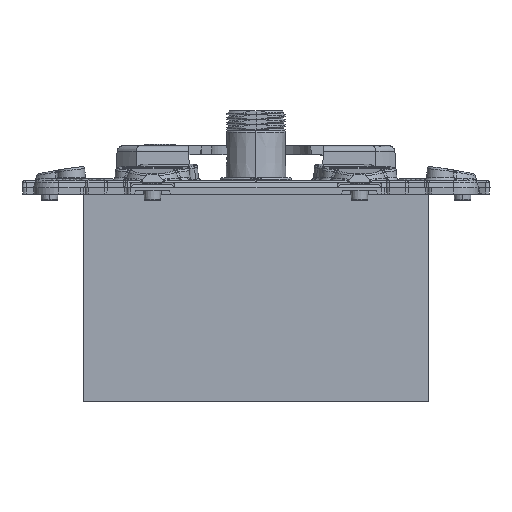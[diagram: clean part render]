
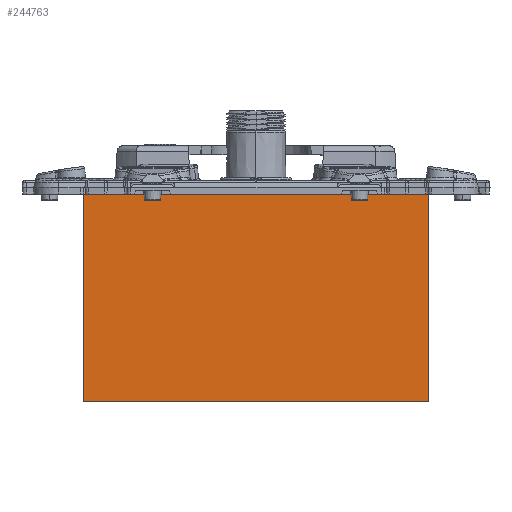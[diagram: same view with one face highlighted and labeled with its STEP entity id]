
A CAD part, left-side view. The second image highlights one B-rep face of the part: STEP entity #244763.
In plain terms, the highlighted planar face has unit normal (-1, 0, 0).
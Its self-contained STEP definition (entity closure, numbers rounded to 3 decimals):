
#244736=AXIS2_PLACEMENT_3D('Plane Axis2P3D',#244733,#244734,#244735) ;
#9926=CARTESIAN_POINT('Vertex',(-27.5,9.38,-20.285)) ;
#9933=CARTESIAN_POINT('Vertex',(-27.5,4.117,-20.285)) ;
#11903=CARTESIAN_POINT('Line Origine',(-27.5,-11.692,-20.285)) ;
#11907=CARTESIAN_POINT('Vertex',(-27.5,-27.5,-20.285)) ;
#11943=CARTESIAN_POINT('Vertex',(-27.5,27.5,-20.285)) ;
#11946=CARTESIAN_POINT('Line Origine',(-27.5,18.44,-20.285)) ;
#244706=CARTESIAN_POINT('Vertex',(-27.5,27.5,-53.285)) ;
#244709=CARTESIAN_POINT('Line Origine',(-27.5,27.5,-36.785)) ;
#244733=CARTESIAN_POINT('Axis2P3D Location',(-27.5,-27.5,-20.285)) ;
#244738=CARTESIAN_POINT('Line Origine',(-27.5,0.,-53.285)) ;
#244742=CARTESIAN_POINT('Vertex',(-27.5,-27.5,-53.285)) ;
#244745=CARTESIAN_POINT('Line Origine',(-27.5,-27.5,-36.785)) ;
#244750=CARTESIAN_POINT('Line Origine',(-27.5,6.749,-20.285)) ;
#11904=DIRECTION('Vector Direction',(0.,1.,0.)) ;
#11947=DIRECTION('Vector Direction',(0.,1.,0.)) ;
#244710=DIRECTION('Vector Direction',(0.,0.,-1.)) ;
#244734=DIRECTION('Axis2P3D Direction',(-1.,0.,0.)) ;
#244735=DIRECTION('Axis2P3D XDirection',(0.,1.,0.)) ;
#244739=DIRECTION('Vector Direction',(0.,1.,0.)) ;
#244746=DIRECTION('Vector Direction',(0.,0.,-1.)) ;
#244751=DIRECTION('Vector Direction',(0.,1.,0.)) ;
#11905=VECTOR('Line Direction',#11904,1.) ;
#11948=VECTOR('Line Direction',#11947,1.) ;
#244711=VECTOR('Line Direction',#244710,1.) ;
#244740=VECTOR('Line Direction',#244739,1.) ;
#244747=VECTOR('Line Direction',#244746,1.) ;
#244752=VECTOR('Line Direction',#244751,1.) ;
#244756=ORIENTED_EDGE('',*,*,#244744,.T.) ;
#244757=ORIENTED_EDGE('',*,*,#244749,.F.) ;
#244758=ORIENTED_EDGE('',*,*,#11909,.F.) ;
#244759=ORIENTED_EDGE('',*,*,#244754,.F.) ;
#244760=ORIENTED_EDGE('',*,*,#11950,.F.) ;
#244761=ORIENTED_EDGE('',*,*,#244713,.T.) ;
#244763=ADVANCED_FACE('PartBody',(#244762),#244737,.T.) ;
#11909=EDGE_CURVE('',#9934,#11908,#11906,.F.) ;
#11950=EDGE_CURVE('',#11944,#9927,#11949,.F.) ;
#244713=EDGE_CURVE('',#11944,#244707,#244712,.T.) ;
#244744=EDGE_CURVE('',#244707,#244743,#244741,.F.) ;
#244749=EDGE_CURVE('',#11908,#244743,#244748,.T.) ;
#244754=EDGE_CURVE('',#9927,#9934,#244753,.F.) ;
#244755=EDGE_LOOP('',(#244756,#244757,#244758,#244759,#244760,#244761)) ;
#244762=FACE_OUTER_BOUND('',#244755,.T.) ;
#11906=LINE('Line',#11903,#11905) ;
#11949=LINE('Line',#11946,#11948) ;
#244712=LINE('Line',#244709,#244711) ;
#244741=LINE('Line',#244738,#244740) ;
#244748=LINE('Line',#244745,#244747) ;
#244753=LINE('Line',#244750,#244752) ;
#244737=PLANE('',#244736) ;
#9927=VERTEX_POINT('',#9926) ;
#9934=VERTEX_POINT('',#9933) ;
#11908=VERTEX_POINT('',#11907) ;
#11944=VERTEX_POINT('',#11943) ;
#244707=VERTEX_POINT('',#244706) ;
#244743=VERTEX_POINT('',#244742) ;
